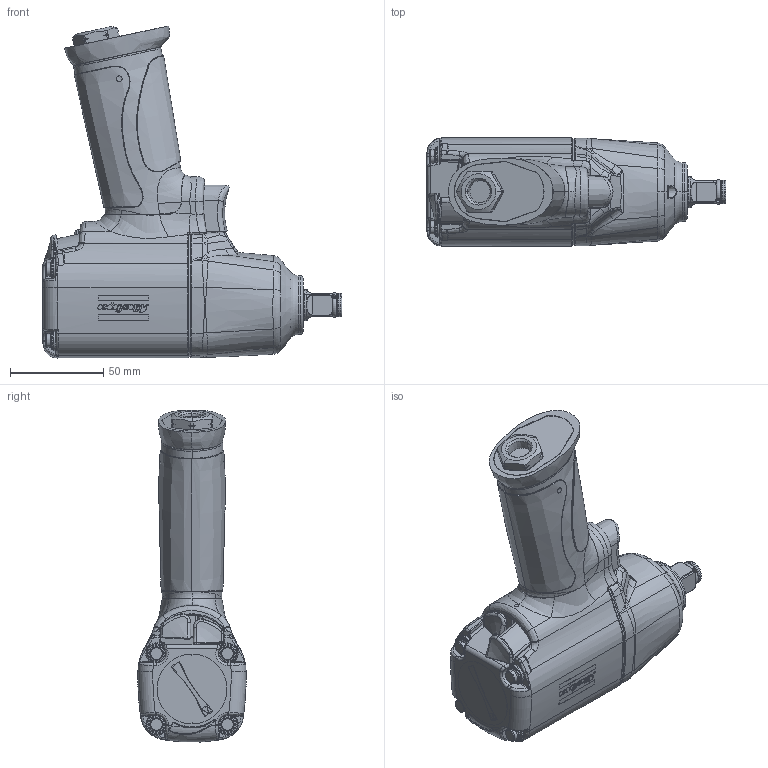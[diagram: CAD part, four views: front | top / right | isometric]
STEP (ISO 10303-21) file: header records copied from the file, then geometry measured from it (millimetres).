
FILE_DESCRIPTION((''),'2;1');
FILE_NAME('8434124851_SW','2019-02-25T14:29:36',('Toocsr'),(''),'CREO PARAMETRIC BY PTC INC, 2018100','CREO PARAMETRIC BY PTC INC, 2018100','');
FILE_SCHEMA(('CONFIG_CONTROL_DESIGN','GEOMETRIC_VALIDATION_PROPERTIES_MIM'));
Products named in the file (1): 8434124851_SW
Bounding box: 160.8 x 58.16 x 177.95 mm (x, y, z)
Volume: 210423.3 mm3; surface area: 124723.1 mm2
Topology: 2 solids, 2 shells, 4130 faces, 10552 edges, 6401 vertices
Faces by surface type: bspline 1410, cylinder 975, plane 684, torus 629, cone 347, sphere 79, extrusion 6
Entity records: 242290 total; most frequent: CARTESIAN_POINT 141225, ORIENTED_EDGE 20992, DIRECTION 14305, EDGE_CURVE 10496, VERTEX_POINT 6401, AXIS2_PLACEMENT_3D 5914, B_SPLINE_CURVE_WITH_KNOTS 4831, EDGE_LOOP 4217
